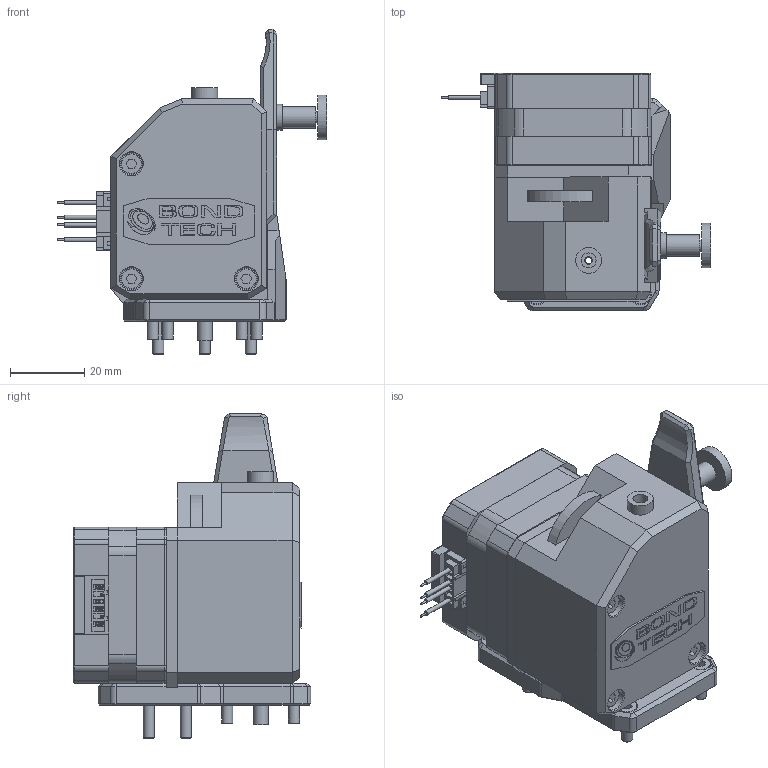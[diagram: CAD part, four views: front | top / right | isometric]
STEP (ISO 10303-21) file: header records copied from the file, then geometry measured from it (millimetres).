
FILE_DESCRIPTION(/* description */ (''),/* implementation_level */ '2;1');
FILE_NAME(/* name */ 'drive_bmg.step',/* time_stamp */ '2023-11-24T03:13:55-06:00',/* author */ (''),/* organization */ (''),/* preprocessor_version */ 'ST-DEVELOPER v20',/* originating_system */ 'Autodesk Translation Framework v12.14.0.127',/* authorisation */ '');
FILE_SCHEMA (('AUTOMOTIVE_DESIGN { 1 0 10303 214 3 1 1 }'));
Length unit declared in the file: millimetre
Products named in the file (16): Drive BMG; BMG-M_Extruder; PTFE_28.9_mm; drive_bmg; NEMA17 <1>; Plug; Middle; Shaft; Connector; Top; Bottom; Screw; Fasteners; PN502; PN501; PN507
Assembly tree (25 placements, depth 3):
  Drive BMG
    BMG-M_Extruder
    PTFE_28.9_mm
    drive_bmg
    NEMA17 <1>
      Screw  x4
      Plug
      Middle
      Shaft
      Connector
      Top
      Bottom
    Fasteners
      PN502  x3
      PN501  x4
      PN507  x3
Bounding box: 72.7 x 64 x 87.75 mm (x, y, z)
Volume: 129037.2 mm3; surface area: 48958.6 mm2
Topology: 23 solids, 23 shells, 1281 faces, 3106 edges, 1953 vertices
Faces by surface type: plane 720, cylinder 240, bspline 159, cone 93, torus 43, sphere 26
Full cylindrical faces by diameter (mm): 0.48 x4, 0.5 x4, 1.2 x4, 1.75 x1, 2 x1, 2.5 x2, 2.8 x2, 3 x28, 3.3 x7, 3.5 x7, 4 x1, 4.1 x1, 5 x2, 5.5 x14, 5.75 x1, 5.8 x7, 6 x4, 7 x2, 8 x2, 9 x2, 12 x2, 13 x1, 14 x1, 16 x2, 22 x2, 24 x1, 30.8 x1, 31 x1
Entity records: 33288 total; most frequent: CARTESIAN_POINT 7599, ORIENTED_EDGE 5244, DIRECTION 4789, EDGE_CURVE 2622, LINE 1725, VECTOR 1725, VERTEX_POINT 1672, AXIS2_PLACEMENT_3D 1532
